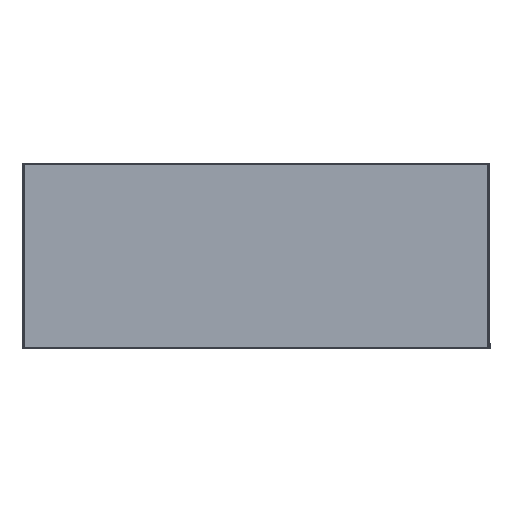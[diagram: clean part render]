
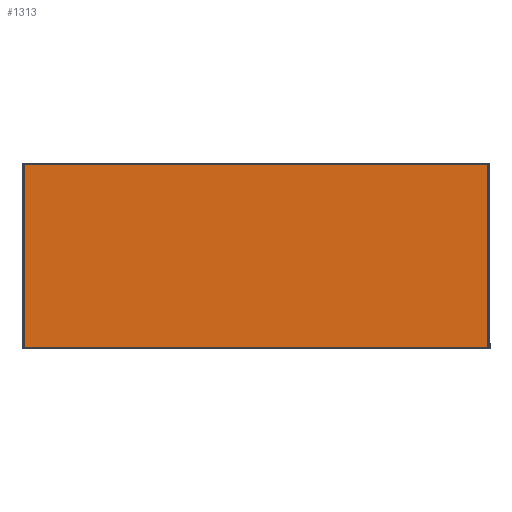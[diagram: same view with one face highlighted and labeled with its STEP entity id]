
A CAD part, top view. The second image highlights one B-rep face of the part: STEP entity #1313.
In plain terms, the highlighted planar face has unit normal (0, 0, 1).
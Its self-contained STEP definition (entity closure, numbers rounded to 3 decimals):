
#61 = AXIS2_PLACEMENT_3D ( 'NONE', #2272, #602, #1895 ) ;
#161 = VECTOR ( 'NONE', #1487, 1000. ) ;
#327 = EDGE_CURVE ( 'NONE', #1375, #1826, #1903, .T. ) ;
#344 = EDGE_CURVE ( 'NONE', #1834, #1375, #1645, .T. ) ;
#353 = CARTESIAN_POINT ( 'NONE',  ( 250.5, 100., 0. ) ) ;
#367 = VECTOR ( 'NONE', #1653, 1000. ) ;
#455 = ORIENTED_EDGE ( 'NONE', *, *, #1023, .F. ) ;
#472 = EDGE_CURVE ( 'NONE', #512, #1826, #1962, .T. ) ;
#512 = VERTEX_POINT ( 'NONE', #1478 ) ;
#536 = CARTESIAN_POINT ( 'NONE',  ( -254.405, -98.939, 0. ) ) ;
#602 = DIRECTION ( 'NONE',  ( 0., 0., 1. ) ) ;
#906 = CARTESIAN_POINT ( 'NONE',  ( 250.5, -98.939, 0. ) ) ;
#1023 = EDGE_CURVE ( 'NONE', #512, #1834, #2249, .T. ) ;
#1122 = FACE_OUTER_BOUND ( 'NONE', #1321, .T. ) ;
#1186 = VECTOR ( 'NONE', #2002, 1000. ) ;
#1271 = ORIENTED_EDGE ( 'NONE', *, *, #472, .T. ) ;
#1276 = CARTESIAN_POINT ( 'NONE',  ( -250.5, 98.939, 0. ) ) ;
#1313 = ADVANCED_FACE ( 'NONE', ( #1122 ), #1728, .T. ) ;
#1321 = EDGE_LOOP ( 'NONE', ( #1271, #1888, #1945, #455 ) ) ;
#1375 = VERTEX_POINT ( 'NONE', #2081 ) ;
#1464 = CARTESIAN_POINT ( 'NONE',  ( -254.405, 98.939, 0. ) ) ;
#1478 = CARTESIAN_POINT ( 'NONE',  ( -250.5, -98.939, 0. ) ) ;
#1487 = DIRECTION ( 'NONE',  ( 1., 0., 0. ) ) ;
#1645 = LINE ( 'NONE', #1464, #367 ) ;
#1653 = DIRECTION ( 'NONE',  ( 1., 0., 0. ) ) ;
#1728 = PLANE ( 'NONE',  #61 ) ;
#1781 = DIRECTION ( 'NONE',  ( 0., 1., 0. ) ) ;
#1826 = VERTEX_POINT ( 'NONE', #906 ) ;
#1834 = VERTEX_POINT ( 'NONE', #1276 ) ;
#1888 = ORIENTED_EDGE ( 'NONE', *, *, #327, .F. ) ;
#1895 = DIRECTION ( 'NONE',  ( 1., 0., 0. ) ) ;
#1903 = LINE ( 'NONE', #353, #1186 ) ;
#1945 = ORIENTED_EDGE ( 'NONE', *, *, #344, .F. ) ;
#1962 = LINE ( 'NONE', #536, #161 ) ;
#2002 = DIRECTION ( 'NONE',  ( 0., -1., 0. ) ) ;
#2081 = CARTESIAN_POINT ( 'NONE',  ( 250.5, 98.939, 0. ) ) ;
#2185 = CARTESIAN_POINT ( 'NONE',  ( -250.5, -100., 0. ) ) ;
#2249 = LINE ( 'NONE', #2185, #2369 ) ;
#2272 = CARTESIAN_POINT ( 'NONE',  ( 0., 0., 0. ) ) ;
#2369 = VECTOR ( 'NONE', #1781, 1000. ) ;
